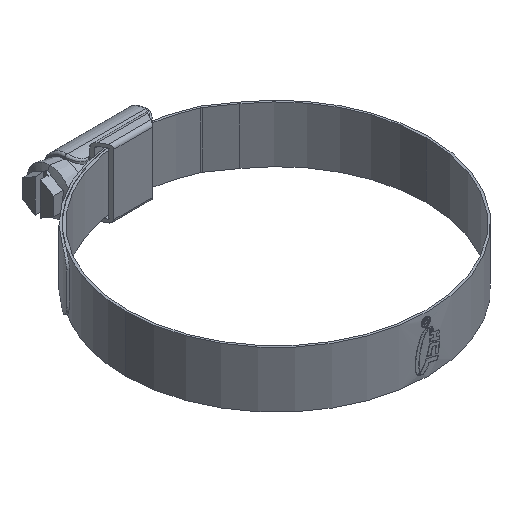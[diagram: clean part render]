
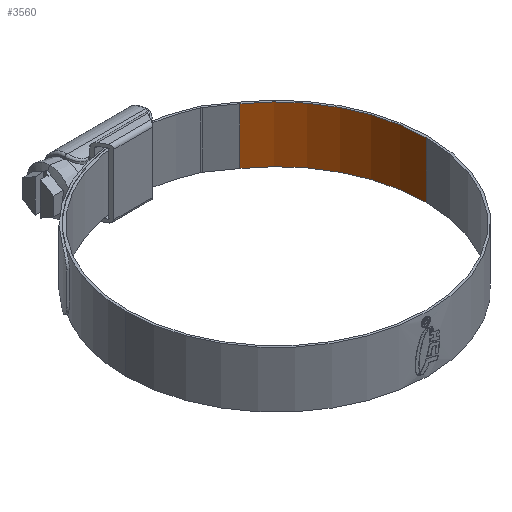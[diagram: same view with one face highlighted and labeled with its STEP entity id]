
A CAD part, isometric view. The second image highlights one B-rep face of the part: STEP entity #3560.
In plain terms, the highlighted cylindrical face has radius 38 mm (diameter 76 mm), a partial arc.
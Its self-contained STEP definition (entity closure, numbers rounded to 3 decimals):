
#144 = CARTESIAN_POINT ( 'NONE',  ( 21.796, 31.128, -7.135 ) ) ;
#442 = EDGE_CURVE ( 'NONE', #675, #6050, #6629, .T. ) ;
#675 = VERTEX_POINT ( 'NONE', #1660 ) ;
#1035 = VERTEX_POINT ( 'NONE', #4142 ) ;
#1060 = ORIENTED_EDGE ( 'NONE', *, *, #5926, .F. ) ;
#1063 = LINE ( 'NONE', #2211, #4513 ) ;
#1092 = DIRECTION ( 'NONE',  ( 1., 0., 0. ) ) ;
#1357 = CARTESIAN_POINT ( 'NONE',  ( 0., 0., -7.135 ) ) ;
#1660 = CARTESIAN_POINT ( 'NONE',  ( 21.796, 31.128, 7.135 ) ) ;
#1805 = AXIS2_PLACEMENT_3D ( 'NONE', #1357, #5586, #4384 ) ;
#1934 = VECTOR ( 'NONE', #2537, 1000. ) ;
#2211 = CARTESIAN_POINT ( 'NONE',  ( 38., 0., 7.135 ) ) ;
#2537 = DIRECTION ( 'NONE',  ( 0., 0., -1. ) ) ;
#2780 = VERTEX_POINT ( 'NONE', #7410 ) ;
#2971 = DIRECTION ( 'NONE',  ( -1., 0., 0. ) ) ;
#3437 = ORIENTED_EDGE ( 'NONE', *, *, #5770, .F. ) ;
#3545 = CIRCLE ( 'NONE', #5131, 38. ) ;
#3546 = CARTESIAN_POINT ( 'NONE',  ( 0., 0., 7.135 ) ) ;
#3560 = ADVANCED_FACE ( 'NONE', ( #3708 ), #3592, .F. ) ;
#3592 = CYLINDRICAL_SURFACE ( 'NONE', #7105, 38. ) ;
#3696 = CARTESIAN_POINT ( 'NONE',  ( 21.796, 31.128, 7.135 ) ) ;
#3708 = FACE_OUTER_BOUND ( 'NONE', #5819, .T. ) ;
#4142 = CARTESIAN_POINT ( 'NONE',  ( 38., 0., -7.135 ) ) ;
#4384 = DIRECTION ( 'NONE',  ( 1., 0., 0. ) ) ;
#4513 = VECTOR ( 'NONE', #6300, 1000. ) ;
#5122 = CIRCLE ( 'NONE', #1805, 38. ) ;
#5131 = AXIS2_PLACEMENT_3D ( 'NONE', #3546, #6444, #1092 ) ;
#5586 = DIRECTION ( 'NONE',  ( 0., 0., 1. ) ) ;
#5699 = ORIENTED_EDGE ( 'NONE', *, *, #442, .T. ) ;
#5770 = EDGE_CURVE ( 'NONE', #2780, #1035, #1063, .T. ) ;
#5819 = EDGE_LOOP ( 'NONE', ( #3437, #5944, #5699, #1060 ) ) ;
#5926 = EDGE_CURVE ( 'NONE', #1035, #6050, #5122, .T. ) ;
#5944 = ORIENTED_EDGE ( 'NONE', *, *, #6398, .T. ) ;
#6050 = VERTEX_POINT ( 'NONE', #144 ) ;
#6059 = CARTESIAN_POINT ( 'NONE',  ( 0., 0., 7.135 ) ) ;
#6300 = DIRECTION ( 'NONE',  ( 0., 0., -1. ) ) ;
#6398 = EDGE_CURVE ( 'NONE', #2780, #675, #3545, .T. ) ;
#6444 = DIRECTION ( 'NONE',  ( 0., 0., 1. ) ) ;
#6629 = LINE ( 'NONE', #3696, #1934 ) ;
#7105 = AXIS2_PLACEMENT_3D ( 'NONE', #6059, #7119, #2971 ) ;
#7119 = DIRECTION ( 'NONE',  ( 0., 0., -1. ) ) ;
#7410 = CARTESIAN_POINT ( 'NONE',  ( 38., 0., 7.135 ) ) ;
